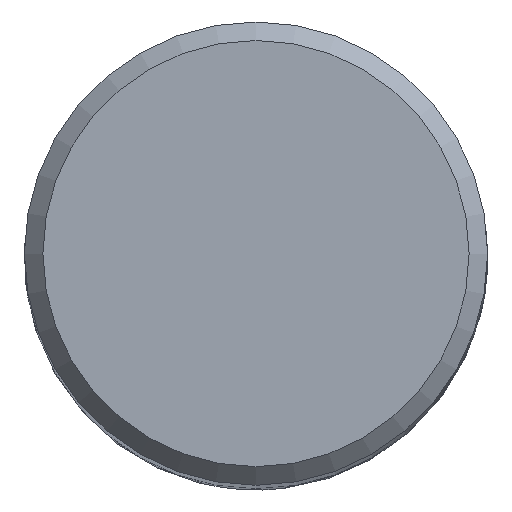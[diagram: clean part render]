
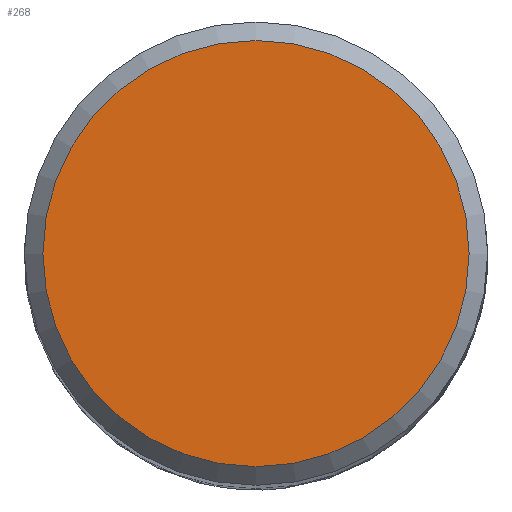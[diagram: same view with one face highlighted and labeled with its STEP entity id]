
A CAD part, top view. The second image highlights one B-rep face of the part: STEP entity #268.
In plain terms, the highlighted planar face has unit normal (0, 0, 1).
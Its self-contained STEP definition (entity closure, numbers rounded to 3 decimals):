
#105=PLANE('',#463);
#107=FACE_OUTER_BOUND('',#146,.T.);
#146=EDGE_LOOP('',(#188));
#188=ORIENTED_EDGE('',*,*,#214,.F.);
#214=EDGE_CURVE('',#335,#335,#233,.T.);
#233=CIRCLE('',#462,11.492);
#268=ADVANCED_FACE('CU_SU3',(#107),#105,.F.);
#335=VERTEX_POINT('',#5403);
#462=AXIS2_PLACEMENT_3D('',#5402,#555,#556);
#463=AXIS2_PLACEMENT_3D('',#5404,#557,#558);
#555=DIRECTION('',(0.,0.,-1.));
#556=DIRECTION('',(-1.,0.,0.));
#557=DIRECTION('',(0.,0.,-1.));
#558=DIRECTION('',(-1.,0.,0.));
#5402=CARTESIAN_POINT('',(0.,0.,0.));
#5403=CARTESIAN_POINT('',(-11.492,0.,0.));
#5404=CARTESIAN_POINT('',(0.,0.,0.));
